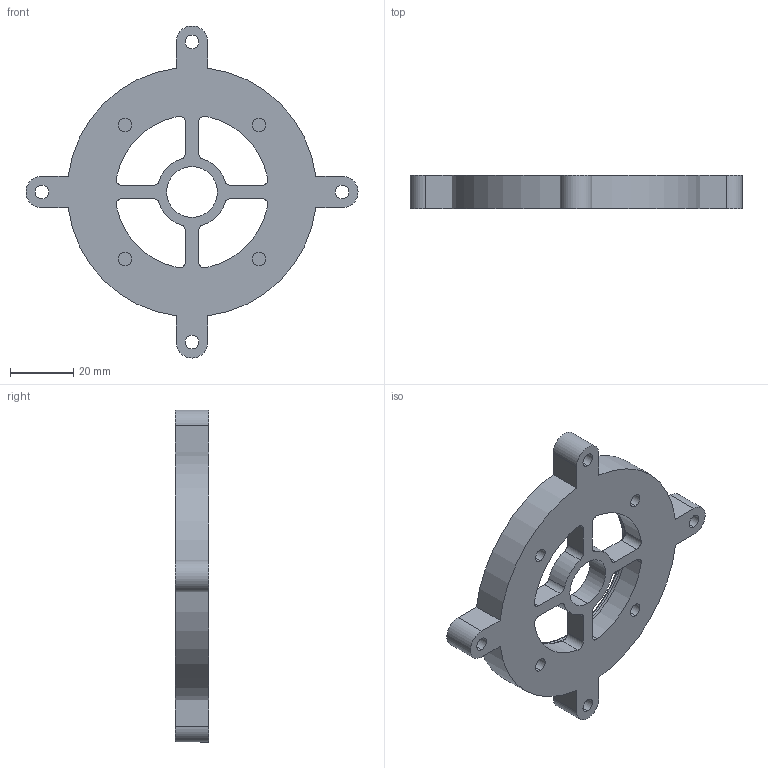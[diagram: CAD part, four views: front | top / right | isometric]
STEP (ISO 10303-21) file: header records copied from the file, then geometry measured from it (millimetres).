
FILE_DESCRIPTION (( 'STEP AP214' ), '1' );
FILE_NAME ('Lens Heater Holder.STEP', '2024-05-09T02:42:56', ( '' ), ( '' ), 'SwSTEP 2.0', 'SolidWorks 2023', '' );
FILE_SCHEMA (( 'AUTOMOTIVE_DESIGN' ));
Length unit declared in the file: millimetre
Products named in the file (1): Lens Heater Holder
Bounding box: 105 x 10.51 x 105 mm (x, y, z)
Volume: 36193.8 mm3; surface area: 15242.9 mm2
Topology: 1 solids, 1 shells, 85 faces, 227 edges, 150 vertices
Faces by surface type: cylinder 57, plane 24, torus 4
Entity records: 2770 total; most frequent: DIRECTION 521, CARTESIAN_POINT 463, ORIENTED_EDGE 454, EDGE_CURVE 227, AXIS2_PLACEMENT_3D 208, VERTEX_POINT 150, CIRCLE 122, EDGE_LOOP 109
